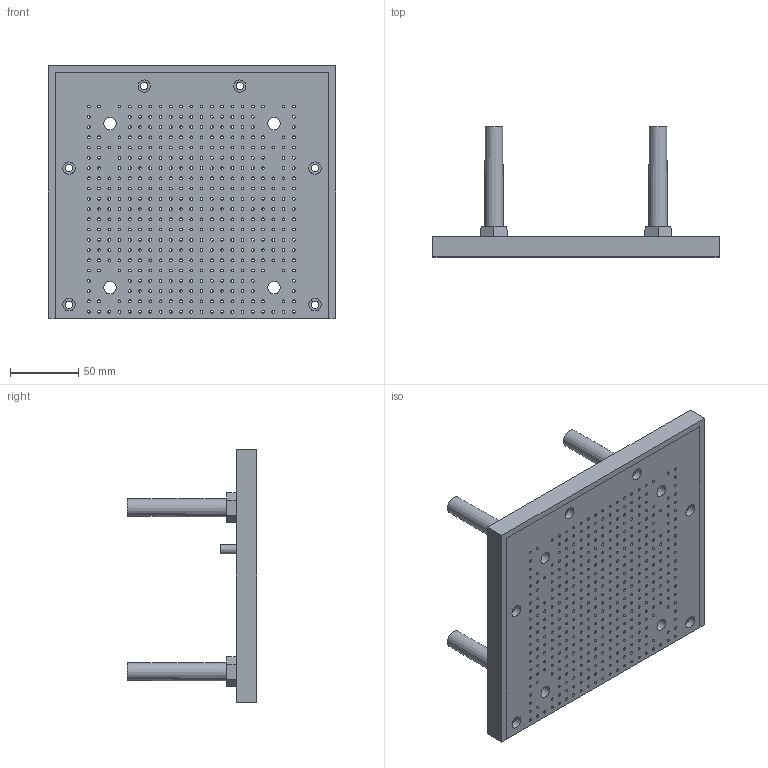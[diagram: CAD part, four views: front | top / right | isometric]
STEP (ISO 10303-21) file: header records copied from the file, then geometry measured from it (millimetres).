
FILE_DESCRIPTION(('FreeCAD Model'),'2;1');
FILE_NAME('Open CASCADE Shape Model','2025-03-13T08:28:48',(''),(''), 'Open CASCADE STEP processor 7.8','FreeCAD','Unknown');
FILE_SCHEMA(('AUTOMOTIVE_DESIGN { 1 0 10303 214 1 1 1 1 }'));
Length unit declared in the file: millimetre
Products named in the file (1): MoldBottom
Bounding box: 210 x 95 x 185 mm (x, y, z)
Volume: 420283.8 mm3; surface area: 141651.5 mm2
Topology: 1 solids, 1 shells, 484 faces, 1390 edges, 926 vertices
Faces by surface type: cylinder 425, plane 31, bspline 24, cone 4
Full cylindrical faces by diameter (mm): 2 x405, 5.5 x6, 6.8 x2, 9 x10, 10 x2
Entity records: 38528 total; most frequent: CARTESIAN_POINT 10669, DIRECTION 5064, ORIENTED_EDGE 2780, PCURVE 2780, DEFINITIONAL_REPRESENTATION 2780, LINE 2394, VECTOR 2394, EDGE_CURVE 1390
